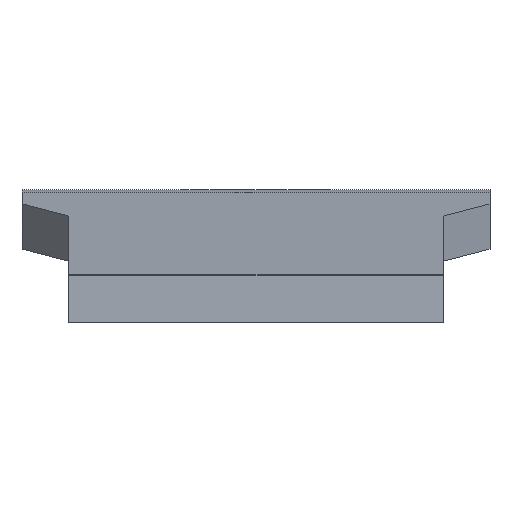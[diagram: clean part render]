
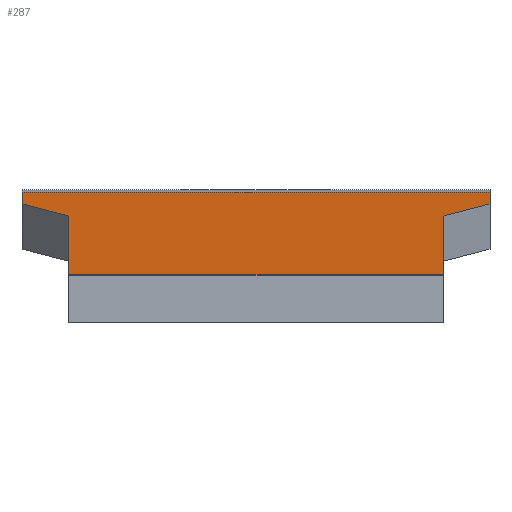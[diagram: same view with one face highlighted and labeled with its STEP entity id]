
A CAD part, left-side view. The second image highlights one B-rep face of the part: STEP entity #287.
In plain terms, the highlighted planar face has unit normal (-0.259, 0, 0.966).
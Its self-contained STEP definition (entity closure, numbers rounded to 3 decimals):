
#287=ADVANCED_FACE('',(#664),#666,.T.);
#664=FACE_BOUND('',#665,.T.);
#665=EDGE_LOOP('',(#923,#924,#925,#926,#927,#928,#929,#930));
#666=PLANE('',#667);
#667=AXIS2_PLACEMENT_3D('',#668,#669,#670);
#668=CARTESIAN_POINT('',(-0.263,0.,1.786));
#669=DIRECTION('',(-0.259,0.,0.966));
#670=DIRECTION('',(-0.966,0.,-0.259));
#923=ORIENTED_EDGE('',*,*,#1081,.T.);
#924=ORIENTED_EDGE('',*,*,#1082,.T.);
#925=ORIENTED_EDGE('',*,*,#1083,.T.);
#926=ORIENTED_EDGE('',*,*,#1084,.T.);
#927=ORIENTED_EDGE('',*,*,#1085,.T.);
#928=ORIENTED_EDGE('',*,*,#1073,.T.);
#929=ORIENTED_EDGE('',*,*,#1086,.T.);
#930=ORIENTED_EDGE('',*,*,#1087,.T.);
#1073=EDGE_CURVE('',#1209,#1210,#1211,.T.);
#1081=EDGE_CURVE('',#1221,#1222,#1223,.F.);
#1082=EDGE_CURVE('',#1222,#1224,#1225,.T.);
#1083=EDGE_CURVE('',#1224,#1226,#1227,.F.);
#1084=EDGE_CURVE('',#1226,#1228,#1229,.F.);
#1085=EDGE_CURVE('',#1228,#1209,#1230,.T.);
#1086=EDGE_CURVE('',#1210,#1231,#1232,.T.);
#1087=EDGE_CURVE('',#1231,#1221,#1233,.F.);
#1209=VERTEX_POINT('',#1495);
#1210=VERTEX_POINT('',#1496);
#1211=LINE('',#1497,#1498);
#1221=VERTEX_POINT('',#1527);
#1222=VERTEX_POINT('',#1528);
#1223=LINE('',#1529,#1530);
#1224=VERTEX_POINT('',#1532);
#1225=LINE('',#1533,#1534);
#1226=VERTEX_POINT('',#1536);
#1227=LINE('',#1537,#1538);
#1228=VERTEX_POINT('',#1540);
#1229=LINE('',#1541,#1542);
#1230=LINE('',#1544,#1545);
#1231=VERTEX_POINT('',#1547);
#1232=LINE('',#1548,#1549);
#1233=LINE('',#1551,#1552);
#1495=CARTESIAN_POINT('',(-3.388,-5.,0.949));
#1496=CARTESIAN_POINT('',(-3.388,5.,0.949));
#1497=CARTESIAN_POINT('',(-3.388,-5.,0.949));
#1498=VECTOR('',#1499,1.);
#1499=DIRECTION('',(0.,1.,0.));
#1527=CARTESIAN_POINT('',(-5.287,4.,0.44));
#1528=CARTESIAN_POINT('',(-9.959,4.,-0.812));
#1529=CARTESIAN_POINT('',(-9.959,4.,-0.812));
#1530=VECTOR('',#1531,1.);
#1531=DIRECTION('',(0.966,0.,0.259));
#1532=CARTESIAN_POINT('',(-9.959,-4.,-0.812));
#1533=CARTESIAN_POINT('',(-9.959,4.,-0.812));
#1534=VECTOR('',#1535,1.);
#1535=DIRECTION('',(0.,-1.,0.));
#1536=CARTESIAN_POINT('',(-5.287,-4.,0.44));
#1537=CARTESIAN_POINT('',(-5.287,-4.,0.44));
#1538=VECTOR('',#1539,1.);
#1539=DIRECTION('',(-0.966,0.,-0.259));
#1540=CARTESIAN_POINT('',(-4.321,-5.,0.699));
#1541=CARTESIAN_POINT('',(-4.321,-5.,0.699));
#1542=VECTOR('',#1543,1.);
#1543=DIRECTION('',(-0.683,0.707,-0.183));
#1544=CARTESIAN_POINT('',(-4.321,-5.,0.699));
#1545=VECTOR('',#1546,1.);
#1546=DIRECTION('',(0.966,0.,0.259));
#1547=CARTESIAN_POINT('',(-4.321,5.,0.699));
#1548=CARTESIAN_POINT('',(-3.388,5.,0.949));
#1549=VECTOR('',#1550,1.);
#1550=DIRECTION('',(-0.966,0.,-0.259));
#1551=CARTESIAN_POINT('',(-5.287,4.,0.44));
#1552=VECTOR('',#1553,1.);
#1553=DIRECTION('',(0.683,0.707,0.183));
